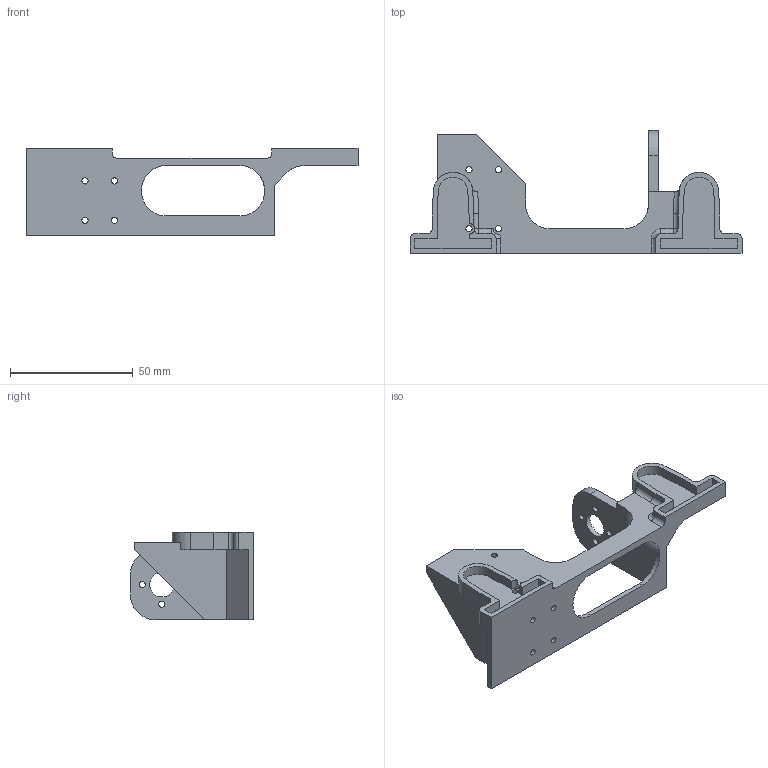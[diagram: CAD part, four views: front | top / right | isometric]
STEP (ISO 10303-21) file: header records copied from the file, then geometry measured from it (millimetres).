
FILE_DESCRIPTION(/* description */ (''),/* implementation_level */ '2;1');
FILE_NAME(/* name */ 'rail_stops_driver_mx28 v1.step',/* time_stamp */ '2024-04-29T08:50:16-04:00',/* author */ (''),/* organization */ (''),/* preprocessor_version */ 'ST-DEVELOPER v20',/* originating_system */ 'Autodesk Translation Framework v12.20.1.177',/* authorisation */ '');
FILE_SCHEMA (('AUTOMOTIVE_DESIGN { 1 0 10303 214 3 1 1 }'));
Length unit declared in the file: metre
Products named in the file (1): rail_stops_driver_mx28
Bounding box: 135 x 50 x 35.5 mm (x, y, z)
Volume: 23531.3 mm3; surface area: 17950.3 mm2
Topology: 1 solids, 1 shells, 122 faces, 344 edges, 223 vertices
Faces by surface type: plane 69, cylinder 47, torus 4, sphere 2
Full cylindrical faces by diameter (mm): 2.5 x12, 10 x1, 22 x1
Entity records: 4087 total; most frequent: CARTESIAN_POINT 775, ORIENTED_EDGE 684, DIRECTION 675, EDGE_CURVE 342, LINE 237, VECTOR 237, VERTEX_POINT 223, AXIS2_PLACEMENT_3D 219
